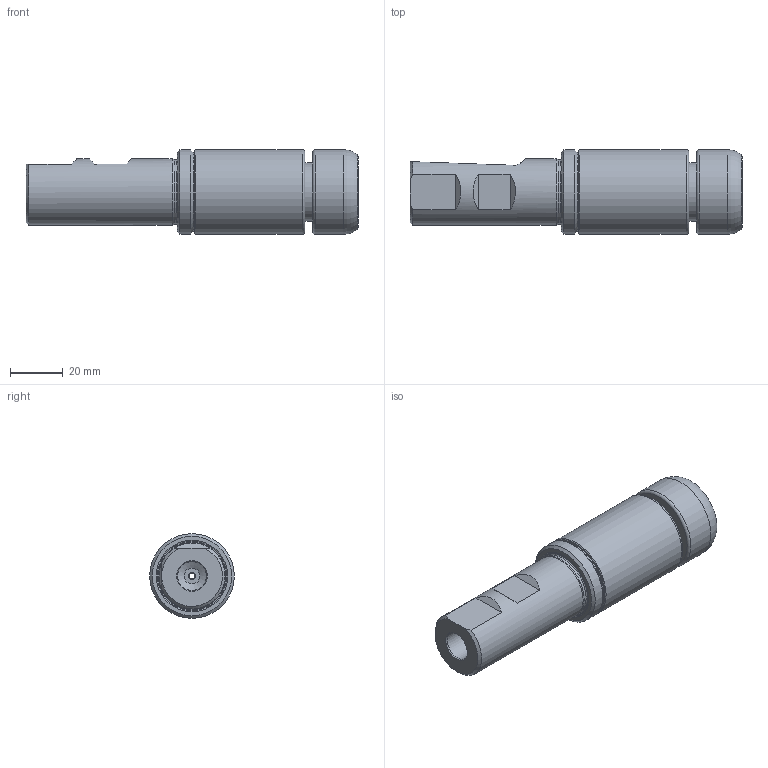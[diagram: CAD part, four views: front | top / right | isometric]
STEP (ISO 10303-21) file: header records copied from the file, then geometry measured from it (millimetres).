
FILE_DESCRIPTION((''),'2;1');
FILE_NAME('ST25D-SMH16-68.stp','2020-06-23T14:10:18',('nttooll'),(''),'Autodesk Inventor 2012','Autodesk Inventor 2012','');
FILE_SCHEMA(('AUTOMOTIVE_DESIGN { 1 0 10303 214 1 1 1 1 }'));
Length unit declared in the file: millimetre
Products named in the file (1): ST25D-SMH16-68-
Bounding box: 125.6 x 32 x 32 mm (x, y, z)
Volume: 68819.7 mm3; surface area: 17891.2 mm2
Topology: 1 solids, 1 shells, 69 faces, 130 edges, 77 vertices
Faces by surface type: plane 22, cylinder 22, cone 18, torus 7
Full cylindrical faces by diameter (mm): 2 x1, 2.309 x1, 2.5 x1, 4 x1, 4.3 x1, 5 x2, 6 x1, 10.5 x1, 11 x1, 12.8 x1, 14.75 x1, 22 x2, 22.2 x1, 24.6 x1, 25 x1, 30 x1, 32 x3
Entity records: 1531 total; most frequent: DIRECTION 287, CARTESIAN_POINT 257, ORIENTED_EDGE 170, AXIS2_PLACEMENT_3D 138, EDGE_LOOP 129, EDGE_CURVE 85, VERTEX_POINT 76, FACE_OUTER_BOUND 69
